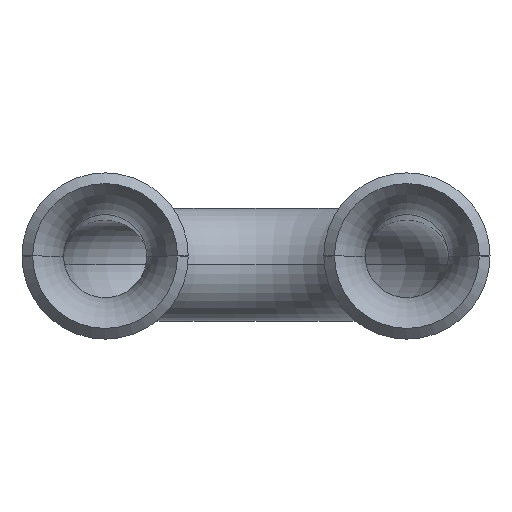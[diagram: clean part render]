
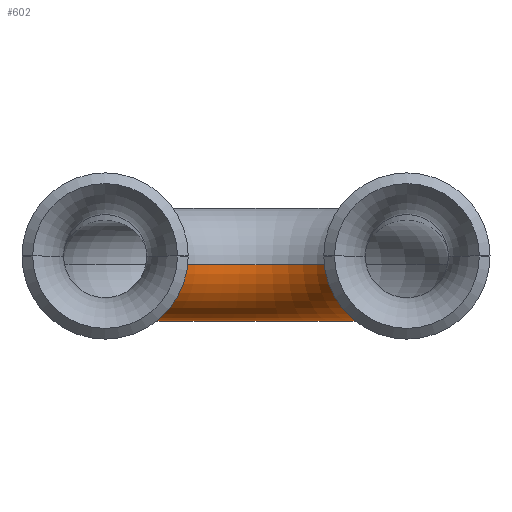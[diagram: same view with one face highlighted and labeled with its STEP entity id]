
A CAD part, top view. The second image highlights one B-rep face of the part: STEP entity #602.
In plain terms, the highlighted toroidal (fillet/blend) face has major radius 12.7 mm and minor radius 4.763 mm.
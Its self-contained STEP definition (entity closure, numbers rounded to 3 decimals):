
#467=CARTESIAN_POINT('POINT23',(20.638,25.4,-396.875));
#468=VERTEX_POINT('VERTEX23',#467);
#475=CARTESIAN_POINT('POINT24',(30.163,25.4,-396.875));
#476=VERTEX_POINT('VERTEX24',#475);
#477=CARTESIAN_POINT('POS56',(25.4,25.4,-396.875));
#478=DIRECTION('DIR102',(0.,0.,1.));
#479=DIRECTION('DIR103',(-1.,0.,0.));
#480=AXIS2_PLACEMENT_3D('AXIS47',#477,#478,#479);
#481=CIRCLE('ELLIPSE30',#480,4.763);
#482=EDGE_CURVE('EDGE39',#468,#476,#481,.T.);
#569=CARTESIAN_POINT('POINT27',(46.038,25.4,-396.875));
#570=VERTEX_POINT('VERTEX27',#569);
#571=CARTESIAN_POINT('POS67',(38.1,25.4,-396.875));
#572=DIRECTION('DIR123',(0.,1.,0.));
#573=DIRECTION('DIR124',(1.,0.,0.));
#574=AXIS2_PLACEMENT_3D('AXIS57',#571,#572,#573);
#575=CIRCLE('ELLIPSE36',#574,7.938);
#576=EDGE_CURVE('EDGE46',#570,#476,#575,.T.);
#577=ORIENTED_EDGE('COEDGE85',*,*,#576,.T.);
#578=ORIENTED_EDGE('COEDGE86',*,*,#482,.F.);
#579=CARTESIAN_POINT('POINT28',(55.563,25.4,-396.875));
#580=VERTEX_POINT('VERTEX28',#579);
#581=CARTESIAN_POINT('POS68',(38.1,25.4,-396.875));
#582=DIRECTION('DIR125',(0.,1.,0.));
#583=DIRECTION('DIR126',(1.,0.,0.));
#584=AXIS2_PLACEMENT_3D('AXIS58',#581,#582,#583);
#585=CIRCLE('ELLIPSE37',#584,17.463);
#586=EDGE_CURVE('EDGE47',#580,#468,#585,.T.);
#587=ORIENTED_EDGE('COEDGE87',*,*,#586,.F.);
#588=CARTESIAN_POINT('POS69',(50.8,25.4,-396.875));
#589=DIRECTION('DIR127',(0.,0.,-1.));
#590=DIRECTION('DIR128',(1.,0.,0.));
#591=AXIS2_PLACEMENT_3D('AXIS59',#588,#589,#590);
#592=CIRCLE('ELLIPSE38',#591,4.763);
#593=EDGE_CURVE('EDGE48',#580,#570,#592,.T.);
#594=ORIENTED_EDGE('COEDGE88',*,*,#593,.T.);
#595=EDGE_LOOP('NONE',(#577,#578,#587,#594));
#596=FACE_BOUND('LOOP1',#595,.T.);
#597=CARTESIAN_POINT('POS70',(38.1,25.4,-396.875));
#598=DIRECTION('DIR129',(0.,1.,0.));
#599=DIRECTION('DIR130',(-1.,0.,0.));
#600=AXIS2_PLACEMENT_3D('AXIS60',#597,#598,#599);
#601=TOROIDAL_SURFACE('TORUS10',#600,12.7,4.763);
#602=ADVANCED_FACE('FACE22',(#596),#601,.T.);
